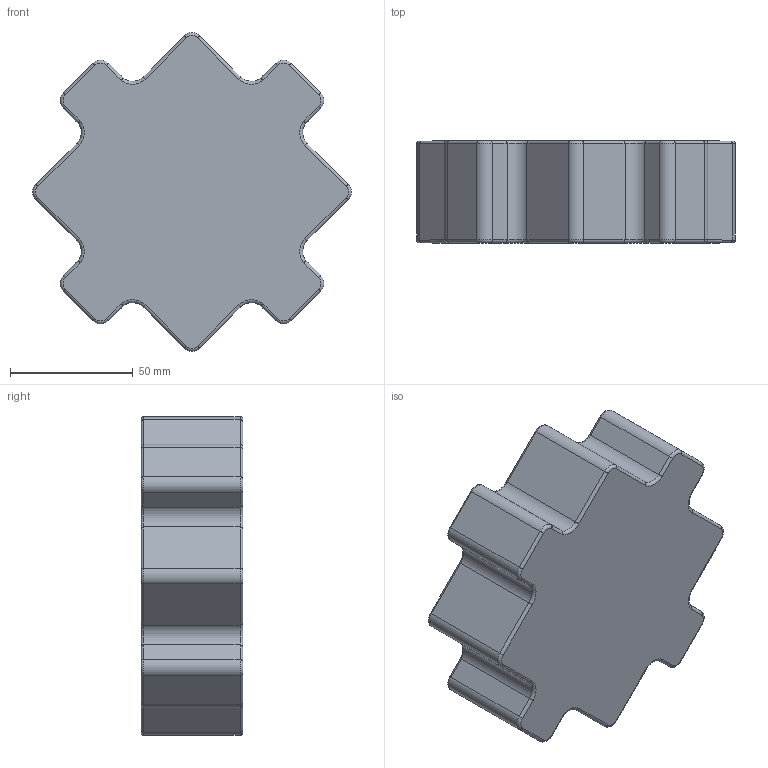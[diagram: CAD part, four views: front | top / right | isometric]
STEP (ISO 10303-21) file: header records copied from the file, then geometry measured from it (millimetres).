
FILE_DESCRIPTION(/* description */ (''),/* implementation_level */ '2;1');
FILE_NAME(/* name */ 'EssieBox.step',/* time_stamp */ '2019-01-03T13:20:37+01:00',/* author */ (''),/* organization */ (''),/* preprocessor_version */ 'ST-DEVELOPER v17.2',/* originating_system */ 'Autodesk Translation Framework v7.6.0.251',/* authorisation */ '');
FILE_SCHEMA (('AUTOMOTIVE_DESIGN { 1 0 10303 214 3 1 1 }'));
Length unit declared in the file: millimetre
Products named in the file (2): EssieBox; EssieBox_1
Assembly tree (1 placements, depth 2):
  EssieBox
    EssieBox_1
Bounding box: 130.06 x 41.6 x 130.06 mm (x, y, z)
Volume: 136058.6 mm3; surface area: 90496.3 mm2
Topology: 1 solids, 1 shells, 233 faces, 537 edges, 315 vertices
Faces by surface type: cylinder 109, plane 83, torus 41
Full cylindrical faces by diameter (mm): 39.5 x1
Entity records: 6755 total; most frequent: CARTESIAN_POINT 1337, DIRECTION 1187, ORIENTED_EDGE 1074, EDGE_CURVE 537, AXIS2_PLACEMENT_3D 437, VERTEX_POINT 315, LINE 313, VECTOR 313
